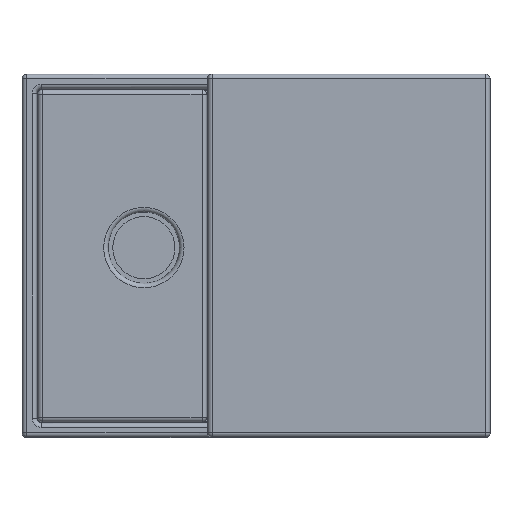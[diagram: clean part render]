
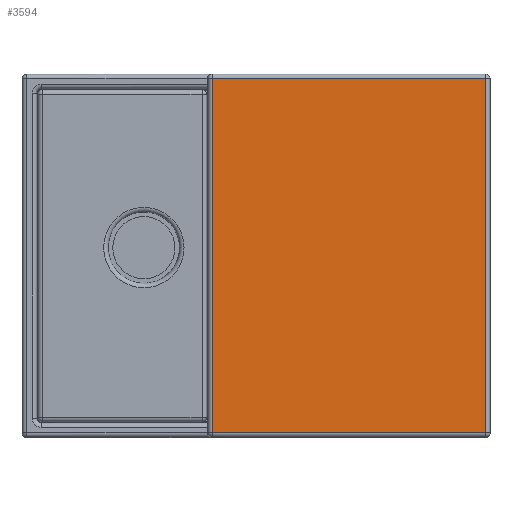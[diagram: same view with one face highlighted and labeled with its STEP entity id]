
A CAD part, top view. The second image highlights one B-rep face of the part: STEP entity #3594.
In plain terms, the highlighted planar face has unit normal (0, 0, 1).
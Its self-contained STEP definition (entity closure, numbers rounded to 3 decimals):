
#148=PLANE('',#4052);
#354=FACE_OUTER_BOUND('',#604,.T.);
#604=EDGE_LOOP('',(#2996,#2997,#2998,#2999));
#817=LINE('',#6075,#1087);
#839=LINE('',#6184,#1109);
#841=LINE('',#6187,#1111);
#855=LINE('',#6208,#1125);
#1087=VECTOR('',#4902,10.);
#1109=VECTOR('',#5032,10.);
#1111=VECTOR('',#5036,10.);
#1125=VECTOR('',#5064,10.);
#1613=VERTEX_POINT('',#6006);
#1634=VERTEX_POINT('',#6066);
#1637=VERTEX_POINT('',#6079);
#1653=VERTEX_POINT('',#6119);
#2032=EDGE_CURVE('',#1613,#1634,#817,.T.);
#2087=EDGE_CURVE('',#1634,#1653,#839,.T.);
#2089=EDGE_CURVE('',#1653,#1637,#841,.T.);
#2103=EDGE_CURVE('',#1637,#1613,#855,.T.);
#2996=ORIENTED_EDGE('',*,*,#2032,.F.);
#2997=ORIENTED_EDGE('',*,*,#2103,.F.);
#2998=ORIENTED_EDGE('',*,*,#2089,.F.);
#2999=ORIENTED_EDGE('',*,*,#2087,.F.);
#3594=ADVANCED_FACE('',(#354),#148,.T.);
#4052=AXIS2_PLACEMENT_3D('',#6270,#5152,#5153);
#4902=DIRECTION('',(-1.,0.,0.));
#5032=DIRECTION('',(0.,1.,0.));
#5036=DIRECTION('',(1.,0.,0.));
#5064=DIRECTION('',(0.,-1.,0.));
#5152=DIRECTION('center_axis',(0.,0.,1.));
#5153=DIRECTION('ref_axis',(1.,0.,0.));
#6006=CARTESIAN_POINT('',(48.9,-1.3,18.6));
#6066=CARTESIAN_POINT('',(19.,-1.3,18.6));
#6075=CARTESIAN_POINT('',(26.225,-1.3,18.6));
#6079=CARTESIAN_POINT('',(48.9,37.44,18.6));
#6119=CARTESIAN_POINT('',(19.,37.44,18.6));
#6184=CARTESIAN_POINT('',(19.,28.005,18.6));
#6187=CARTESIAN_POINT('',(41.675,37.44,18.6));
#6208=CARTESIAN_POINT('',(48.9,8.135,18.6));
#6270=CARTESIAN_POINT('Origin',(33.95,18.07,18.6));
